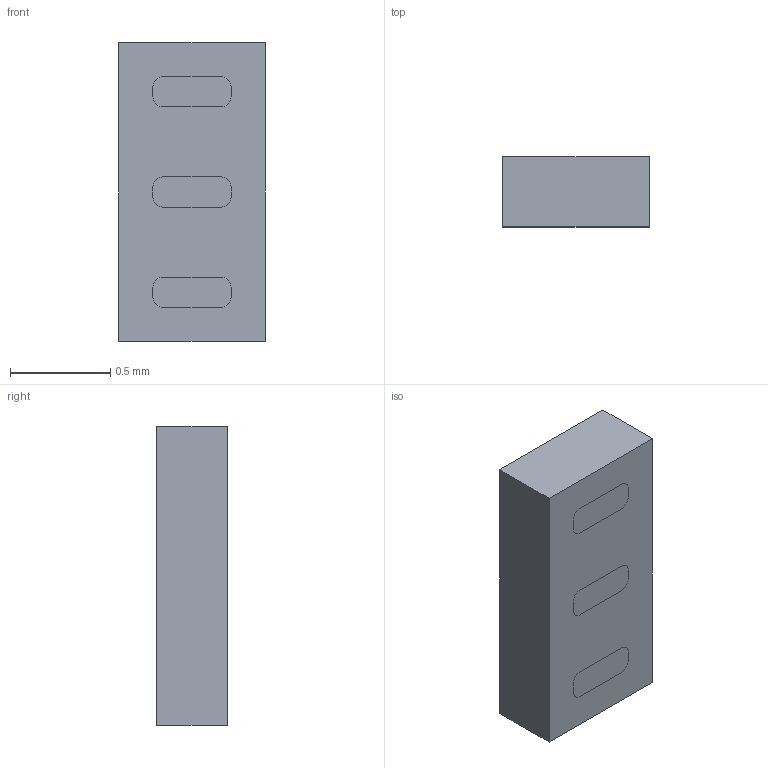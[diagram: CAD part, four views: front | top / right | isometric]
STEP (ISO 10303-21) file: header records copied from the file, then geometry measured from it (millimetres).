
FILE_DESCRIPTION (( 'STEP AP214' ), '1' );
FILE_NAME ('CSD13385F5.STEP', '2019-04-20T22:44:42', ( '' ), ( '' ), 'SwSTEP 2.0', 'SolidWorks 2017', '' );
FILE_SCHEMA (( 'AUTOMOTIVE_DESIGN' ));
Length unit declared in the file: millimetre
Products named in the file (1): CSD13385F5
Bounding box: 0.73 x 0.35 x 1.49 mm (x, y, z)
Volume: 0.4 mm3; surface area: 4.7 mm2
Topology: 4 solids, 4 shells, 63 faces, 156 edges, 104 vertices
Faces by surface type: plane 39, cylinder 24
Entity records: 1939 total; most frequent: DIRECTION 332, CARTESIAN_POINT 324, ORIENTED_EDGE 312, EDGE_CURVE 156, AXIS2_PLACEMENT_3D 112, LINE 108, VECTOR 108, VERTEX_POINT 104
